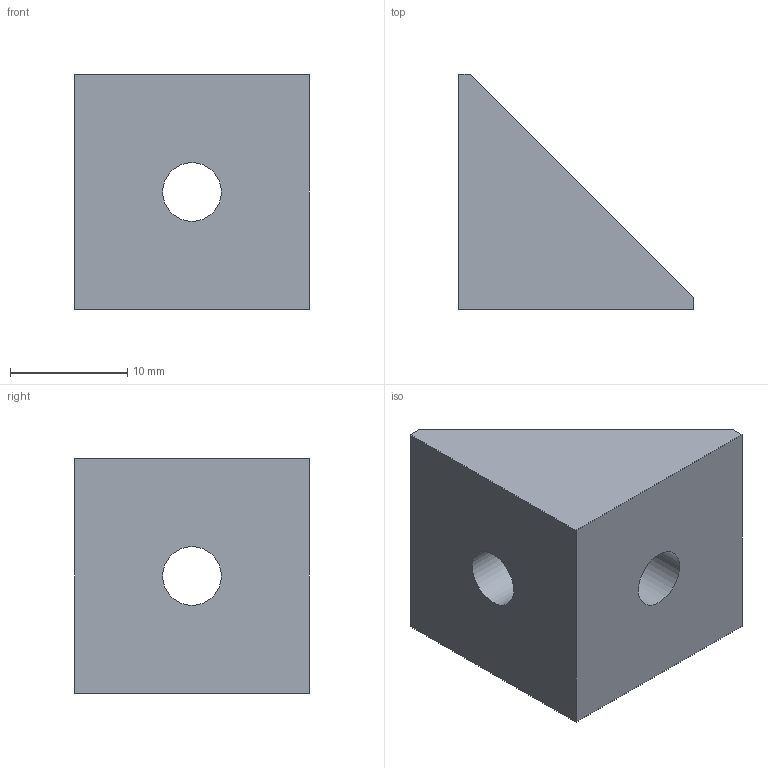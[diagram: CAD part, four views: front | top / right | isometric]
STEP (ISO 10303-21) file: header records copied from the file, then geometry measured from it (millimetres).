
FILE_DESCRIPTION(/* description */ (''),/* implementation_level */ '2;1');
FILE_NAME(/* name */ '00_VSlot_90degree_bracket.ipt.step',/* time_stamp */ '2022-11-29T07:53:34+01:00',/* author */ ('Ben'),/* organization */ (''),/* preprocessor_version */ 'ST-DEVELOPER v18.1',/* originating_system */ 'Autodesk Inventor 2022',/* authorisation */ '');
FILE_SCHEMA (('AUTOMOTIVE_DESIGN { 1 0 10303 214 3 1 1 }'));
Length unit declared in the file: millimetre
Products named in the file (1): Black Angle Corner Connector
Bounding box: 20 x 20 x 20 mm (x, y, z)
Volume: 3365.8 mm3; surface area: 2145.3 mm2
Topology: 1 solids, 1 shells, 13 faces, 28 edges, 19 vertices
Faces by surface type: plane 9, cylinder 4
Full cylindrical faces by diameter (mm): 5 x2, 11 x2
Entity records: 430 total; most frequent: DIRECTION 65, CARTESIAN_POINT 61, ORIENTED_EDGE 56, EDGE_CURVE 28, AXIS2_PLACEMENT_3D 23, EDGE_LOOP 19, LINE 19, VECTOR 19
